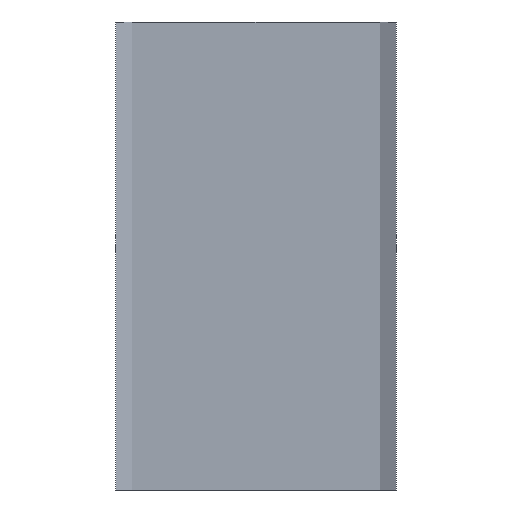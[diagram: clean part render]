
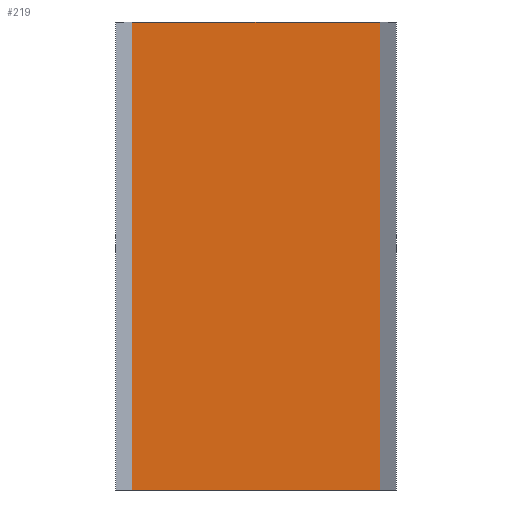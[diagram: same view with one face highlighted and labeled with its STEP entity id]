
A CAD part, front view. The second image highlights one B-rep face of the part: STEP entity #219.
In plain terms, the highlighted planar face has unit normal (0, -1, 0).
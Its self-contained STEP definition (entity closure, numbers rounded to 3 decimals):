
#22 = DIRECTION ( 'NONE',  ( 0., 0., -1. ) ) ;
#26 = VECTOR ( 'NONE', #332, 1000. ) ;
#29 = FACE_OUTER_BOUND ( 'NONE', #383, .T. ) ;
#31 = VECTOR ( 'NONE', #240, 1000. ) ;
#60 = EDGE_CURVE ( 'NONE', #117, #300, #341, .T. ) ;
#98 = DIRECTION ( 'NONE',  ( 0., -1., 0. ) ) ;
#104 = CARTESIAN_POINT ( 'NONE',  ( 28.5, 38.5, 0. ) ) ;
#112 = ORIENTED_EDGE ( 'NONE', *, *, #251, .T. ) ;
#117 = VERTEX_POINT ( 'NONE', #446 ) ;
#136 = LINE ( 'NONE', #460, #26 ) ;
#168 = DIRECTION ( 'NONE',  ( 1., 0., 0. ) ) ;
#170 = DIRECTION ( 'NONE',  ( 0., 0., 1. ) ) ;
#179 = AXIS2_PLACEMENT_3D ( 'NONE', #317, #98, #22 ) ;
#205 = CARTESIAN_POINT ( 'NONE',  ( -28.5, 38.5, -100. ) ) ;
#207 = LINE ( 'NONE', #392, #278 ) ;
#219 = ADVANCED_FACE ( 'NONE', ( #29 ), #458, .T. ) ;
#226 = EDGE_CURVE ( 'NONE', #396, #436, #354, .T. ) ;
#240 = DIRECTION ( 'NONE',  ( 1., 0., 0. ) ) ;
#250 = CARTESIAN_POINT ( 'NONE',  ( -28.5, 38.5, 0. ) ) ;
#251 = EDGE_CURVE ( 'NONE', #300, #436, #207, .T. ) ;
#278 = VECTOR ( 'NONE', #170, 1000. ) ;
#287 = EDGE_CURVE ( 'NONE', #117, #396, #136, .T. ) ;
#300 = VERTEX_POINT ( 'NONE', #415 ) ;
#302 = ORIENTED_EDGE ( 'NONE', *, *, #226, .F. ) ;
#315 = CARTESIAN_POINT ( 'NONE',  ( -28.5, 38.5, 0. ) ) ;
#317 = CARTESIAN_POINT ( 'NONE',  ( -28.5, 38.5, -100. ) ) ;
#332 = DIRECTION ( 'NONE',  ( 0., 0., 1. ) ) ;
#341 = LINE ( 'NONE', #205, #31 ) ;
#354 = LINE ( 'NONE', #315, #434 ) ;
#364 = ORIENTED_EDGE ( 'NONE', *, *, #287, .F. ) ;
#383 = EDGE_LOOP ( 'NONE', ( #302, #364, #410, #112 ) ) ;
#392 = CARTESIAN_POINT ( 'NONE',  ( 28.5, 38.5, -100. ) ) ;
#396 = VERTEX_POINT ( 'NONE', #250 ) ;
#410 = ORIENTED_EDGE ( 'NONE', *, *, #60, .T. ) ;
#415 = CARTESIAN_POINT ( 'NONE',  ( 28.5, 38.5, -100. ) ) ;
#434 = VECTOR ( 'NONE', #168, 1000. ) ;
#436 = VERTEX_POINT ( 'NONE', #104 ) ;
#446 = CARTESIAN_POINT ( 'NONE',  ( -28.5, 38.5, -100. ) ) ;
#458 = PLANE ( 'NONE',  #179 ) ;
#460 = CARTESIAN_POINT ( 'NONE',  ( -28.5, 38.5, -100. ) ) ;
